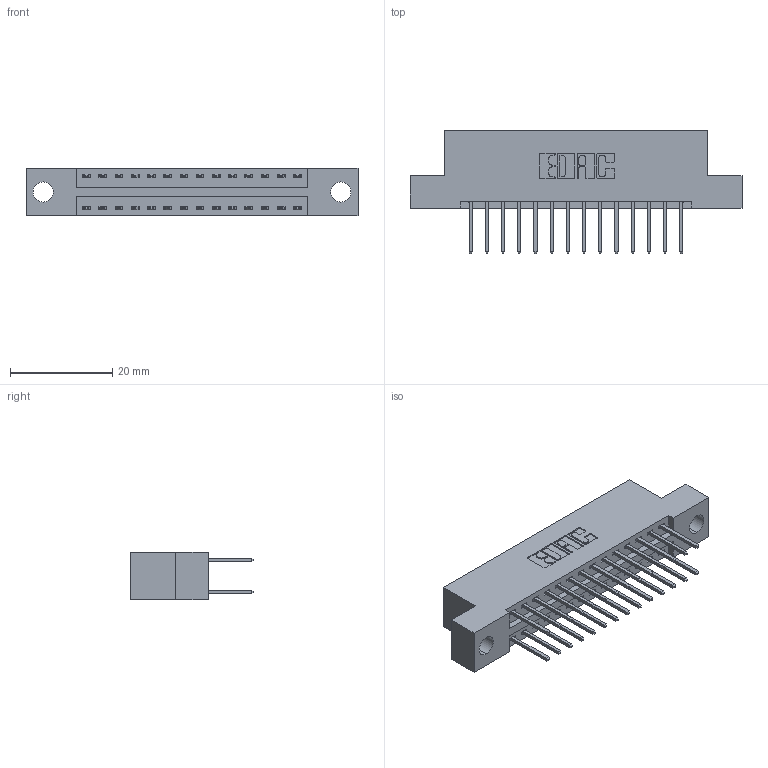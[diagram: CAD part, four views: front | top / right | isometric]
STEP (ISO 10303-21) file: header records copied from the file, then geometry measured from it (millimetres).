
FILE_DESCRIPTION (( 'STEP AP203' ), '1' );
FILE_NAME ('346-028-526-204.STEP', '2022-05-19T04:12:27', ( '' ), ( '' ), 'SwSTEP 2.0', 'SolidWorks 2020', '' );
FILE_SCHEMA (( 'CONFIG_CONTROL_DESIGN' ));
Length unit declared in the file: inch
Products named in the file (3): 346 Part_Flush Mounting Lugs - 0.156 Dia-TH; 346-028-526-204; 345-292-001_345-293-126
Assembly tree (29 placements, depth 2):
  346-028-526-204
    346 Part_Flush Mounting Lugs - 0.156 Dia-TH
    345-292-001_345-293-126  x28
Bounding box: 65.02 x 24.13 x 9.4 mm (x, y, z)
Volume: 6063.2 mm3; surface area: 7947.5 mm2
Topology: 29 solids, 29 shells, 1592 faces, 4705 edges, 3098 vertices
Faces by surface type: plane 1070, cylinder 522
Entity records: 13343 total; most frequent: CARTESIAN_POINT 2242, ORIENTED_EDGE 2174, DIRECTION 2027, EDGE_CURVE 1087, LINE 899, VECTOR 899, VERTEX_POINT 722, AXIS2_PLACEMENT_3D 564
